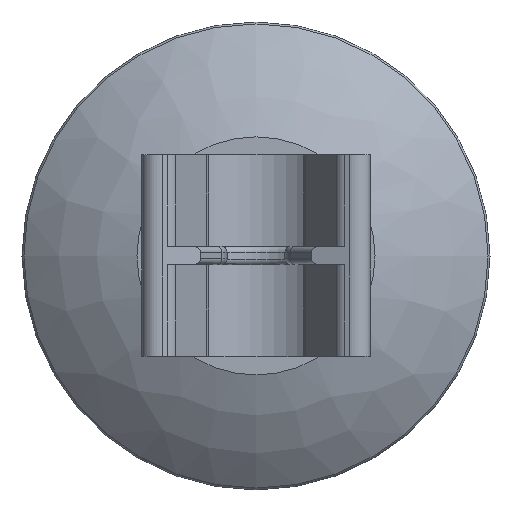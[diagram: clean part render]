
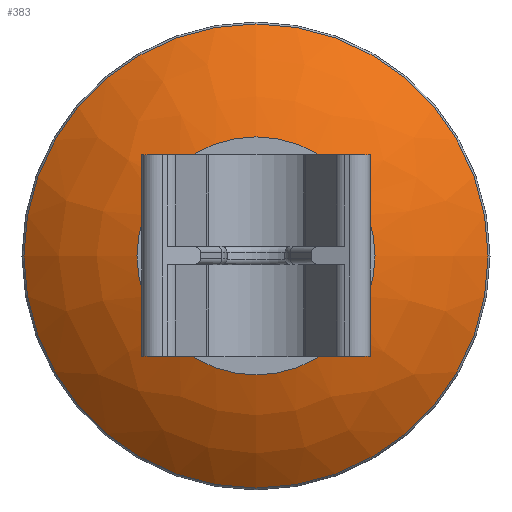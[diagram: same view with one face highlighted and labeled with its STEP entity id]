
A CAD part, top view. The second image highlights one B-rep face of the part: STEP entity #383.
In plain terms, the highlighted free-form (B-spline) face has degree [3, 3] with [4, 7] control points.
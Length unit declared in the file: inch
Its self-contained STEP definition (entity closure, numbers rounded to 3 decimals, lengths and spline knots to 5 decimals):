
#101=FACE_BOUND('',#658,.T.);
#102=FACE_BOUND('',#659,.T.);
#110=(
BOUNDED_SURFACE()
B_SPLINE_SURFACE(3,3,((#3629,#3630,#3631,#3632,#3633,#3634,#3635),(#3636,
#3637,#3638,#3639,#3640,#3641,#3642),(#3643,#3644,#3645,#3646,#3647,#3648,
#3649),(#3650,#3651,#3652,#3653,#3654,#3655,#3656)),.UNSPECIFIED.,.F.,.T.,
 .F.)
B_SPLINE_SURFACE_WITH_KNOTS((4,4),(1,3,3,3,1),(0.,1.),(-0.5,0.,0.5,1.,1.5),
 .UNSPECIFIED.)
GEOMETRIC_REPRESENTATION_ITEM()
RATIONAL_B_SPLINE_SURFACE(((1.,0.333,0.333,1.,0.333,
0.333,1.),(0.986,0.329,0.329,
0.986,0.329,0.329,0.986),
(0.986,0.329,0.329,0.986,
0.329,0.329,0.986),(1.,0.333,
0.333,1.,0.333,0.333,1.)))
REPRESENTATION_ITEM('')
SURFACE()
);
#270=CIRCLE('',#2249,0.45287);
#273=CIRCLE('',#2255,0.2323);
#383=ADVANCED_FACE('',(#101,#102),#110,.T.);
#658=EDGE_LOOP('',(#1228));
#659=EDGE_LOOP('',(#1229));
#1228=ORIENTED_EDGE('',*,*,#1696,.T.);
#1229=ORIENTED_EDGE('',*,*,#1699,.F.);
#1411=VERTEX_POINT('',#3590);
#1414=VERTEX_POINT('',#3627);
#1696=EDGE_CURVE('',#1411,#1411,#270,.T.);
#1699=EDGE_CURVE('',#1414,#1414,#273,.T.);
#2249=AXIS2_PLACEMENT_3D('',#3589,#2833,#2834);
#2255=AXIS2_PLACEMENT_3D('',#3626,#2845,#2846);
#2833=DIRECTION('',(0.,0.,1.));
#2834=DIRECTION('',(1.,0.,0.));
#2845=DIRECTION('',(0.,0.,1.));
#2846=DIRECTION('',(1.,0.,0.));
#3589=CARTESIAN_POINT('',(0.02445,0.19685,-0.37595));
#3590=CARTESIAN_POINT('',(0.47732,0.19685,-0.37595));
#3626=CARTESIAN_POINT('',(0.02445,0.19685,-0.24882));
#3627=CARTESIAN_POINT('',(0.25675,0.19685,-0.24882));
#3629=CARTESIAN_POINT('',(0.25675,0.19685,-0.24882));
#3630=CARTESIAN_POINT('',(0.25675,0.66145,-0.24882));
#3631=CARTESIAN_POINT('',(-0.20785,0.66145,-0.24882));
#3632=CARTESIAN_POINT('',(-0.20785,0.19685,-0.24882));
#3633=CARTESIAN_POINT('',(-0.20785,-0.26775,-0.24882));
#3634=CARTESIAN_POINT('',(0.25675,-0.26775,-0.24882));
#3635=CARTESIAN_POINT('',(0.25675,0.19685,-0.24882));
#3636=CARTESIAN_POINT('',(0.33844,0.19685,-0.27583));
#3637=CARTESIAN_POINT('',(0.33844,0.82484,-0.27583));
#3638=CARTESIAN_POINT('',(-0.28954,0.82484,-0.27583));
#3639=CARTESIAN_POINT('',(-0.28954,0.19685,-0.27583));
#3640=CARTESIAN_POINT('',(-0.28954,-0.43114,-0.27583));
#3641=CARTESIAN_POINT('',(0.33844,-0.43114,-0.27583));
#3642=CARTESIAN_POINT('',(0.33844,0.19685,-0.27583));
#3643=CARTESIAN_POINT('',(0.41299,0.19685,-0.3188));
#3644=CARTESIAN_POINT('',(0.41299,0.97394,-0.3188));
#3645=CARTESIAN_POINT('',(-0.36409,0.97394,-0.3188));
#3646=CARTESIAN_POINT('',(-0.36409,0.19685,-0.3188));
#3647=CARTESIAN_POINT('',(-0.36409,-0.58024,-0.3188));
#3648=CARTESIAN_POINT('',(0.41299,-0.58024,-0.3188));
#3649=CARTESIAN_POINT('',(0.41299,0.19685,-0.3188));
#3650=CARTESIAN_POINT('',(0.47732,0.19685,-0.37595));
#3651=CARTESIAN_POINT('',(0.47732,1.10259,-0.37595));
#3652=CARTESIAN_POINT('',(-0.42842,1.10259,-0.37595));
#3653=CARTESIAN_POINT('',(-0.42842,0.19685,-0.37595));
#3654=CARTESIAN_POINT('',(-0.42842,-0.70889,-0.37595));
#3655=CARTESIAN_POINT('',(0.47732,-0.70889,-0.37595));
#3656=CARTESIAN_POINT('',(0.47732,0.19685,-0.37595));
